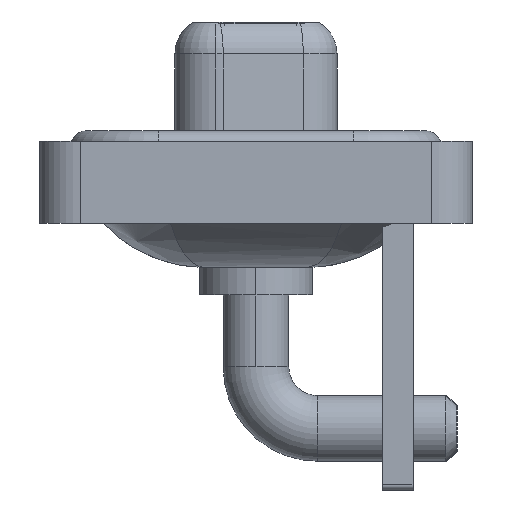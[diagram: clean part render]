
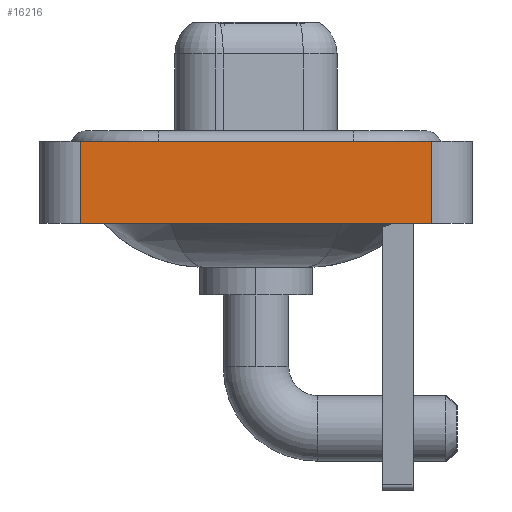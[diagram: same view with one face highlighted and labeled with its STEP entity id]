
A CAD part, left-side view. The second image highlights one B-rep face of the part: STEP entity #16216.
In plain terms, the highlighted planar face has unit normal (-1, 0, 0).
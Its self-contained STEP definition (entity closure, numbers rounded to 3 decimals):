
#163 = CARTESIAN_POINT ( 'NONE',  ( -7.3, -8.55, -3.6 ) ) ;
#513 = EDGE_CURVE ( 'NONE', #13790, #18364, #2715, .T. ) ;
#1634 = CARTESIAN_POINT ( 'NONE',  ( -7.3, -8.55, -3.6 ) ) ;
#2438 = EDGE_CURVE ( 'NONE', #16397, #9278, #17411, .T. ) ;
#2574 = ORIENTED_EDGE ( 'NONE', *, *, #513, .F. ) ;
#2715 = LINE ( 'NONE', #16818, #13559 ) ;
#2768 = CARTESIAN_POINT ( 'NONE',  ( -7.3, 8.55, 0.4 ) ) ;
#3026 = DIRECTION ( 'NONE',  ( 0., 0., 1. ) ) ;
#3039 = DIRECTION ( 'NONE',  ( 0., 0., 1. ) ) ;
#3620 = VECTOR ( 'NONE', #4818, 1000. ) ;
#4629 = CARTESIAN_POINT ( 'NONE',  ( -7.3, -8.55, 0.4 ) ) ;
#4818 = DIRECTION ( 'NONE',  ( 0., -1., 0. ) ) ;
#4908 = CARTESIAN_POINT ( 'NONE',  ( -7.3, -8.55, 0.4 ) ) ;
#5156 = ORIENTED_EDGE ( 'NONE', *, *, #14446, .F. ) ;
#6031 = EDGE_CURVE ( 'NONE', #13790, #16397, #16375, .T. ) ;
#6082 = FACE_OUTER_BOUND ( 'NONE', #16024, .T. ) ;
#6307 = ORIENTED_EDGE ( 'NONE', *, *, #6031, .T. ) ;
#6383 = LINE ( 'NONE', #4908, #3620 ) ;
#6503 = VECTOR ( 'NONE', #3026, 1000. ) ;
#6599 = DIRECTION ( 'NONE',  ( 0., 0., 1. ) ) ;
#7400 = PLANE ( 'NONE',  #17928 ) ;
#9278 = VERTEX_POINT ( 'NONE', #4629 ) ;
#10604 = CARTESIAN_POINT ( 'NONE',  ( -7.3, -8.55, -3.6 ) ) ;
#12161 = CARTESIAN_POINT ( 'NONE',  ( -7.3, -8.55, -3.6 ) ) ;
#12327 = VECTOR ( 'NONE', #16293, 1000. ) ;
#13559 = VECTOR ( 'NONE', #6599, 1000. ) ;
#13790 = VERTEX_POINT ( 'NONE', #14232 ) ;
#14232 = CARTESIAN_POINT ( 'NONE',  ( -7.3, 8.55, -3.6 ) ) ;
#14446 = EDGE_CURVE ( 'NONE', #18364, #9278, #6383, .T. ) ;
#15434 = ORIENTED_EDGE ( 'NONE', *, *, #2438, .T. ) ;
#16024 = EDGE_LOOP ( 'NONE', ( #15434, #5156, #2574, #6307 ) ) ;
#16216 = ADVANCED_FACE ( 'NONE', ( #6082 ), #7400, .T. ) ;
#16293 = DIRECTION ( 'NONE',  ( 0., -1., 0. ) ) ;
#16375 = LINE ( 'NONE', #10604, #12327 ) ;
#16397 = VERTEX_POINT ( 'NONE', #12161 ) ;
#16818 = CARTESIAN_POINT ( 'NONE',  ( -7.3, 8.55, -3.6 ) ) ;
#17411 = LINE ( 'NONE', #1634, #6503 ) ;
#17427 = DIRECTION ( 'NONE',  ( -1., 0., 0. ) ) ;
#17928 = AXIS2_PLACEMENT_3D ( 'NONE', #163, #17427, #3039 ) ;
#18364 = VERTEX_POINT ( 'NONE', #2768 ) ;
